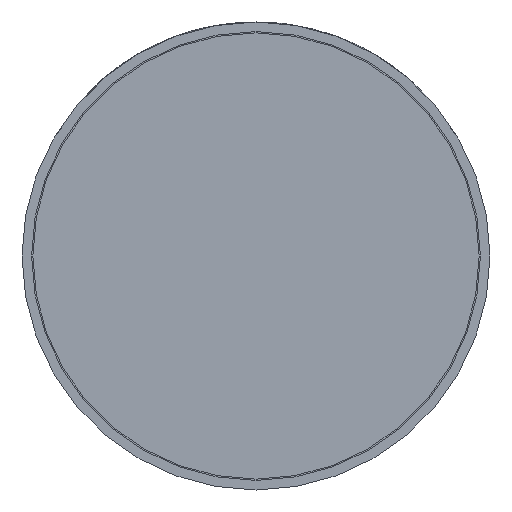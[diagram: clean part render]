
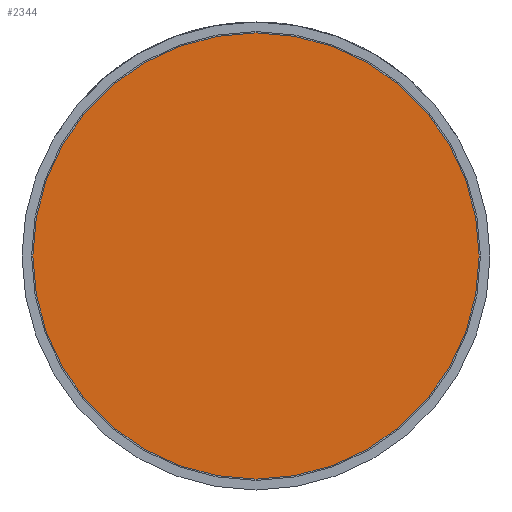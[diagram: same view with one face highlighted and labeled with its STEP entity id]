
A CAD part, front view. The second image highlights one B-rep face of the part: STEP entity #2344.
In plain terms, the highlighted planar face has unit normal (0, -1, 0).
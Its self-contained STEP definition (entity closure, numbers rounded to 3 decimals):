
#6 = VERTEX_POINT ( 'NONE', #2735 ) ;
#86 = DIRECTION ( 'NONE',  ( 0., -1., 0. ) ) ;
#317 = ORIENTED_EDGE ( 'NONE', *, *, #2058, .T. ) ;
#748 = DIRECTION ( 'NONE',  ( 0., 0., -1. ) ) ;
#783 = ORIENTED_EDGE ( 'NONE', *, *, #1353, .T. ) ;
#803 = DIRECTION ( 'NONE',  ( 0., 0., -1. ) ) ;
#1353 = EDGE_CURVE ( 'Defeature ausgef�hrt1_7+Defeature ausgef�hrt1_8+Defeature ausgef�hrt1_8+Defeature ausgef�hrt1_8', #6, #2709, #1782, .T. ) ;
#1522 = FACE_OUTER_BOUND ( 'NONE', #2184, .T. ) ;
#1563 = CARTESIAN_POINT ( 'NONE',  ( 0., 0., 0. ) ) ;
#1782 = CIRCLE ( 'NONE', #1799, 1.74 ) ;
#1799 = AXIS2_PLACEMENT_3D ( 'NONE', #1832, #3832, #803 ) ;
#1832 = CARTESIAN_POINT ( 'NONE',  ( 0., 0., 0. ) ) ;
#2058 = EDGE_CURVE ( 'Defeature ausgef�hrt1_7+Defeature ausgef�hrt1_8+Defeature ausgef�hrt1_8+Defeature ausgef�hrt1_8', #2709, #6, #3232, .T. ) ;
#2184 = EDGE_LOOP ( 'NONE', ( #317, #783 ) ) ;
#2206 = DIRECTION ( 'NONE',  ( 0., -1., 0. ) ) ;
#2344 = ADVANCED_FACE ( 'Defeature ausgef�hrt1_7', ( #1522 ), #3364, .T. ) ;
#2434 = CARTESIAN_POINT ( 'NONE',  ( 0., 0., 0. ) ) ;
#2709 = VERTEX_POINT ( 'NONE', #3096 ) ;
#2735 = CARTESIAN_POINT ( 'NONE',  ( 0., 0., 1.74 ) ) ;
#3096 = CARTESIAN_POINT ( 'NONE',  ( 0., 0., -1.74 ) ) ;
#3232 = CIRCLE ( 'NONE', #3288, 1.74 ) ;
#3288 = AXIS2_PLACEMENT_3D ( 'NONE', #1563, #2206, #3885 ) ;
#3364 = PLANE ( 'NONE',  #3726 ) ;
#3726 = AXIS2_PLACEMENT_3D ( 'NONE', #2434, #86, #748 ) ;
#3832 = DIRECTION ( 'NONE',  ( 0., -1., 0. ) ) ;
#3885 = DIRECTION ( 'NONE',  ( 0., 0., -1. ) ) ;
